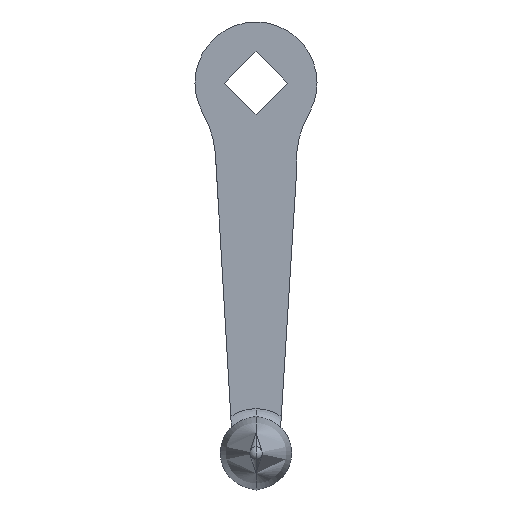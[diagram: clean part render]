
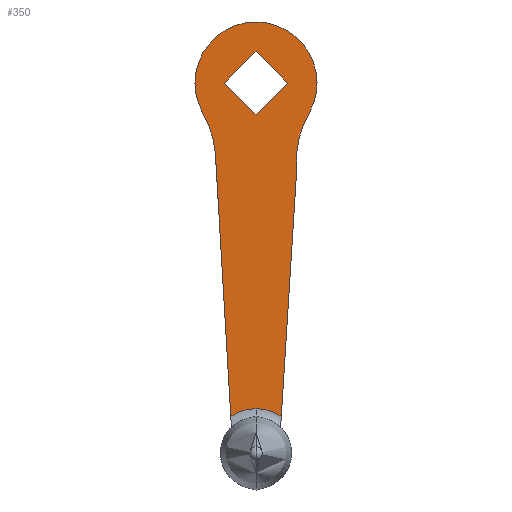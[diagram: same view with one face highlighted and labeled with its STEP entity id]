
A CAD part, front view. The second image highlights one B-rep face of the part: STEP entity #350.
In plain terms, the highlighted planar face has unit normal (0, -1, 0).
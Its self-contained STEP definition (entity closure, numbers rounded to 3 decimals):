
#184=EDGE_CURVE('',#202,#316,#520,.T.);
#186=EDGE_CURVE('',#494,#202,#522,.T.);
#190=EDGE_CURVE('',#306,#220,#526,.T.);
#198=EDGE_CURVE('',#376,#260,#537,.T.);
#202=VERTEX_POINT('',#541);
#220=VERTEX_POINT('',#561);
#260=VERTEX_POINT('',#604);
#268=EDGE_CURVE('',#220,#340,#614,.T.);
#306=VERTEX_POINT('',#659);
#316=VERTEX_POINT('',#669);
#340=VERTEX_POINT('',#696);
#350=ADVANCED_FACE('',(#707,#708),#709,.F.);
#376=VERTEX_POINT('',#738);
#384=EDGE_CURVE('',#260,#340,#746,.T.);
#436=EDGE_CURVE('',#472,#454,#802,.T.);
#448=EDGE_CURVE('',#306,#494,#816,.T.);
#450=EDGE_CURVE('',#454,#464,#818,.T.);
#454=VERTEX_POINT('',#822);
#458=EDGE_CURVE('',#316,#376,#826,.T.);
#464=VERTEX_POINT('',#832);
#466=EDGE_CURVE('',#464,#498,#834,.T.);
#472=VERTEX_POINT('',#842);
#478=EDGE_CURVE('',#498,#472,#848,.T.);
#494=VERTEX_POINT('',#866);
#498=VERTEX_POINT('',#871);
#520=CIRCLE('',#885,16.5);
#522=CIRCLE('',#888,26.0);
#526=CIRCLE('',#895,12.0);
#537=CIRCLE('',#909,26.);
#541=CARTESIAN_POINT('',(-14.328,-28.0,-8.184));
#561=CARTESIAN_POINT('',(0.,-28.0,-88.0));
#604=CARTESIAN_POINT('',(11.0,-28.0,-23.308));
#614=CIRCLE('',#1031,12.0);
#659=CARTESIAN_POINT('',(-6.807,-28.0,-90.117));
#669=CARTESIAN_POINT('',(-14.328,-28.0,8.184));
#696=CARTESIAN_POINT('',(6.825,-28.0,-90.13));
#707=FACE_OUTER_BOUND('',#1148,.T.);
#708=FACE_BOUND('',#1149,.T.);
#709=PLANE('',#1150);
#738=CARTESIAN_POINT('',(14.328,-28.0,-8.184));
#746=LINE('',#1200,#1201);
#802=LINE('',#1297,#1298);
#816=LINE('',#1315,#1316);
#818=LINE('',#1319,#1320);
#822=CARTESIAN_POINT('',(8.485,-28.0,0.));
#826=CIRCLE('',#1330,16.5);
#832=CARTESIAN_POINT('',(0.0,-28.0,8.485));
#834=LINE('',#1339,#1340);
#842=CARTESIAN_POINT('',(0.0,-28.0,-8.485));
#848=LINE('',#1355,#1356);
#866=CARTESIAN_POINT('',(-11.0,-28.0,-18.85));
#871=CARTESIAN_POINT('',(-8.485,-28.0,0.));
#885=AXIS2_PLACEMENT_3D('',#1387,#1388,#1389);
#888=AXIS2_PLACEMENT_3D('',#1390,#1391,#1392);
#895=AXIS2_PLACEMENT_3D('',#1394,#1395,#1396);
#909=AXIS2_PLACEMENT_3D('',#1415,#1416,#1417);
#1031=AXIS2_PLACEMENT_3D('',#1505,#1506,#1507);
#1148=EDGE_LOOP('',(#1632,#1633,#1634,#1635,#1636,#1637,#1638,#1639));
#1149=EDGE_LOOP('',(#1640,#1641,#1642,#1643));
#1150=AXIS2_PLACEMENT_3D('',#1644,#1645,#1646);
#1200=CARTESIAN_POINT('',(10.973,-28.0,-23.746));
#1201=VECTOR('',#1691,1.0);
#1297=CARTESIAN_POINT('',(0.489,-28.0,-7.996));
#1298=VECTOR('',#1760,1.0);
#1315=CARTESIAN_POINT('',(-8.595,-28.0,-59.733));
#1316=VECTOR('',#1775,1.0);
#1319=CARTESIAN_POINT('',(7.996,-28.0,0.489));
#1320=VECTOR('',#1776,1.0);
#1330=AXIS2_PLACEMENT_3D('',#1780,#1781,#1782);
#1339=CARTESIAN_POINT('',(-12.239,-28.0,-3.754));
#1340=VECTOR('',#1783,1.0);
#1355=CARTESIAN_POINT('',(3.754,-28.0,-12.239));
#1356=VECTOR('',#1800,1.0);
#1387=CARTESIAN_POINT('',(0.0,-28.0,0.));
#1388=DIRECTION('',(0.0,1.0,0.0));
#1389=DIRECTION('',(0.868,0.0,-0.496));
#1390=CARTESIAN_POINT('',(-36.904,-28.0,-21.079));
#1391=DIRECTION('',(0.0,-1.0,0.0));
#1392=DIRECTION('',(0.868,0.0,0.496));
#1394=CARTESIAN_POINT('',(0.0,-28.0,-100.0));
#1395=DIRECTION('',(-0.0,1.0,0.0));
#1396=DIRECTION('',(0.,0.0,1.0));
#1415=CARTESIAN_POINT('',(36.904,-28.0,-21.079));
#1416=DIRECTION('',(0.0,-1.0,-0.0));
#1417=DIRECTION('',(-0.996,0.0,-0.086));
#1505=CARTESIAN_POINT('',(0.0,-28.0,-100.0));
#1506=DIRECTION('',(-0.0,1.0,0.0));
#1507=DIRECTION('',(0.,0.0,1.0));
#1632=ORIENTED_EDGE('',*,*,#448,.F.);
#1633=ORIENTED_EDGE('',*,*,#190,.T.);
#1634=ORIENTED_EDGE('',*,*,#268,.T.);
#1635=ORIENTED_EDGE('',*,*,#384,.F.);
#1636=ORIENTED_EDGE('',*,*,#198,.F.);
#1637=ORIENTED_EDGE('',*,*,#458,.F.);
#1638=ORIENTED_EDGE('',*,*,#184,.F.);
#1639=ORIENTED_EDGE('',*,*,#186,.F.);
#1640=ORIENTED_EDGE('',*,*,#478,.F.);
#1641=ORIENTED_EDGE('',*,*,#466,.F.);
#1642=ORIENTED_EDGE('',*,*,#450,.F.);
#1643=ORIENTED_EDGE('',*,*,#436,.F.);
#1644=CARTESIAN_POINT('',(0.,-28.0,-23.5));
#1645=DIRECTION('',(-0.0,1.0,0.0));
#1646=DIRECTION('',(0.,0.0,1.0));
#1691=DIRECTION('',(-0.062,0.0,-0.998));
#1760=DIRECTION('',(0.707,0.0,0.707));
#1775=DIRECTION('',(-0.059,0.0,0.998));
#1776=DIRECTION('',(-0.707,0.0,0.707));
#1780=CARTESIAN_POINT('',(0.0,-28.0,0.));
#1781=DIRECTION('',(0.0,1.0,0.0));
#1782=DIRECTION('',(0.868,0.0,-0.496));
#1783=DIRECTION('',(-0.707,0.0,-0.707));
#1800=DIRECTION('',(0.707,0.0,-0.707));
